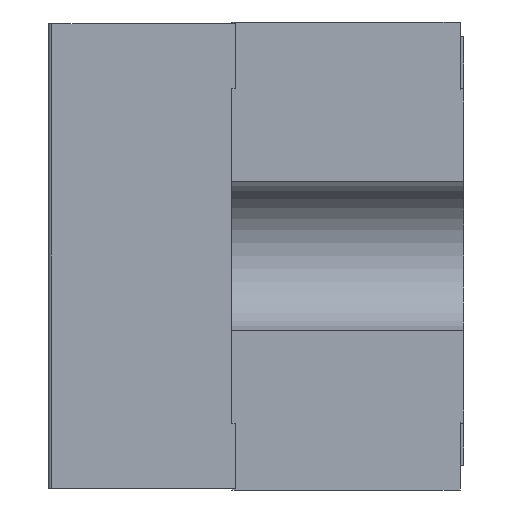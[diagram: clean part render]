
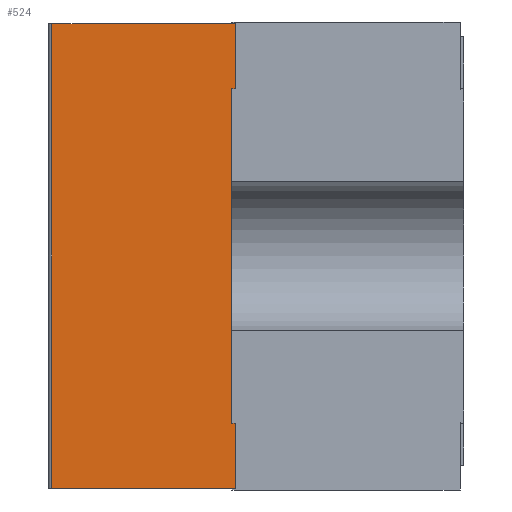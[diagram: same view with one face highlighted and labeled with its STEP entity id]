
A CAD part, left-side view. The second image highlights one B-rep face of the part: STEP entity #524.
In plain terms, the highlighted planar face has unit normal (-1, 0, 0).
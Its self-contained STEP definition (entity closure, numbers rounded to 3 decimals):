
#4 = FACE_OUTER_BOUND ( 'NONE', #110, .T. ) ;
#19 = LINE ( 'NONE', #656, #1155 ) ;
#22 = ORIENTED_EDGE ( 'NONE', *, *, #366, .F. ) ;
#69 = LINE ( 'NONE', #700, #1779 ) ;
#82 = LINE ( 'NONE', #1651, #796 ) ;
#86 = VECTOR ( 'NONE', #311, 1000. ) ;
#90 = DIRECTION ( 'NONE',  ( 0., 0., 1. ) ) ;
#110 = EDGE_LOOP ( 'NONE', ( #1159, #22, #1398, #298, #1273, #1016, #666, #513 ) ) ;
#137 = VERTEX_POINT ( 'NONE', #726 ) ;
#158 = CARTESIAN_POINT ( 'NONE',  ( -0.7, 0.3, -0.62 ) ) ;
#191 = DIRECTION ( 'NONE',  ( 0., 1., 0. ) ) ;
#298 = ORIENTED_EDGE ( 'NONE', *, *, #1996, .T. ) ;
#311 = DIRECTION ( 'NONE',  ( 0., 0., -1. ) ) ;
#352 = LINE ( 'NONE', #995, #567 ) ;
#366 = EDGE_CURVE ( 'NONE', #1898, #1447, #385, .T. ) ;
#369 = EDGE_CURVE ( 'NONE', #1429, #952, #82, .T. ) ;
#385 = LINE ( 'NONE', #1196, #1983 ) ;
#513 = ORIENTED_EDGE ( 'NONE', *, *, #1454, .F. ) ;
#524 = ADVANCED_FACE ( 'NONE', ( #4 ), #936, .T. ) ;
#567 = VECTOR ( 'NONE', #1417, 1000. ) ;
#656 = CARTESIAN_POINT ( 'NONE',  ( -0.7, 0.3, -0.62 ) ) ;
#666 = ORIENTED_EDGE ( 'NONE', *, *, #369, .T. ) ;
#672 = CARTESIAN_POINT ( 'NONE',  ( -0.7, 0.3, 0.62 ) ) ;
#674 = EDGE_CURVE ( 'NONE', #1594, #137, #69, .T. ) ;
#696 = CARTESIAN_POINT ( 'NONE',  ( -0.7, 0.3, -0.314 ) ) ;
#700 = CARTESIAN_POINT ( 'NONE',  ( -0.7, 0.3, -0.314 ) ) ;
#712 = DIRECTION ( 'NONE',  ( 0., -1., 0. ) ) ;
#726 = CARTESIAN_POINT ( 'NONE',  ( -0.7, 0.31, -0.314 ) ) ;
#772 = VECTOR ( 'NONE', #2008, 1000. ) ;
#796 = VECTOR ( 'NONE', #712, 1000. ) ;
#798 = AXIS2_PLACEMENT_3D ( 'NONE', #821, #1772, #1312 ) ;
#820 = CARTESIAN_POINT ( 'NONE',  ( -0.7, 0.3, 0. ) ) ;
#821 = CARTESIAN_POINT ( 'NONE',  ( -0.7, 0.3, -0.62 ) ) ;
#904 = VECTOR ( 'NONE', #1473, 1000. ) ;
#923 = LINE ( 'NONE', #2022, #772 ) ;
#936 = PLANE ( 'NONE',  #798 ) ;
#952 = VERTEX_POINT ( 'NONE', #1896 ) ;
#995 = CARTESIAN_POINT ( 'NONE',  ( -0.7, 0.3, -0.62 ) ) ;
#1016 = ORIENTED_EDGE ( 'NONE', *, *, #1869, .T. ) ;
#1072 = EDGE_CURVE ( 'NONE', #1525, #1898, #19, .T. ) ;
#1099 = LINE ( 'NONE', #820, #86 ) ;
#1155 = VECTOR ( 'NONE', #1467, 1000. ) ;
#1159 = ORIENTED_EDGE ( 'NONE', *, *, #2013, .F. ) ;
#1174 = CARTESIAN_POINT ( 'NONE',  ( -0.7, 0.3, 0.62 ) ) ;
#1196 = CARTESIAN_POINT ( 'NONE',  ( -0.7, 0.79, -2.255 ) ) ;
#1273 = ORIENTED_EDGE ( 'NONE', *, *, #674, .T. ) ;
#1312 = DIRECTION ( 'NONE',  ( 0., 0., 1. ) ) ;
#1372 = CARTESIAN_POINT ( 'NONE',  ( -0.7, 0.31, 0.314 ) ) ;
#1398 = ORIENTED_EDGE ( 'NONE', *, *, #1072, .F. ) ;
#1417 = DIRECTION ( 'NONE',  ( 0., 0., 1. ) ) ;
#1429 = VERTEX_POINT ( 'NONE', #1372 ) ;
#1447 = VERTEX_POINT ( 'NONE', #2046 ) ;
#1454 = EDGE_CURVE ( 'NONE', #1566, #952, #1099, .T. ) ;
#1467 = DIRECTION ( 'NONE',  ( 0., 1., 0. ) ) ;
#1473 = DIRECTION ( 'NONE',  ( 0., -1., 0. ) ) ;
#1525 = VERTEX_POINT ( 'NONE', #158 ) ;
#1566 = VERTEX_POINT ( 'NONE', #672 ) ;
#1594 = VERTEX_POINT ( 'NONE', #696 ) ;
#1651 = CARTESIAN_POINT ( 'NONE',  ( -0.7, 0.3, 0.314 ) ) ;
#1772 = DIRECTION ( 'NONE',  ( -1., 0., 0. ) ) ;
#1779 = VECTOR ( 'NONE', #191, 1000. ) ;
#1869 = EDGE_CURVE ( 'NONE', #137, #1429, #923, .T. ) ;
#1875 = CARTESIAN_POINT ( 'NONE',  ( -0.7, 0.79, -0.62 ) ) ;
#1896 = CARTESIAN_POINT ( 'NONE',  ( -0.7, 0.3, 0.314 ) ) ;
#1898 = VERTEX_POINT ( 'NONE', #1875 ) ;
#1983 = VECTOR ( 'NONE', #90, 1000. ) ;
#1987 = LINE ( 'NONE', #1174, #904 ) ;
#1996 = EDGE_CURVE ( 'NONE', #1525, #1594, #352, .T. ) ;
#2008 = DIRECTION ( 'NONE',  ( 0., 0., 1. ) ) ;
#2013 = EDGE_CURVE ( 'NONE', #1447, #1566, #1987, .T. ) ;
#2022 = CARTESIAN_POINT ( 'NONE',  ( -0.7, 0.31, -0.62 ) ) ;
#2046 = CARTESIAN_POINT ( 'NONE',  ( -0.7, 0.79, 0.62 ) ) ;
